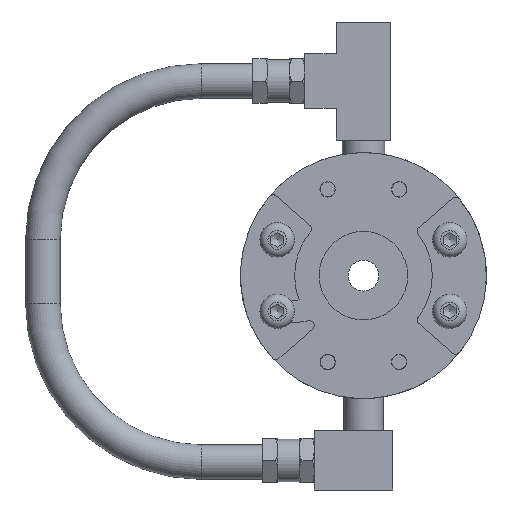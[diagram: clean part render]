
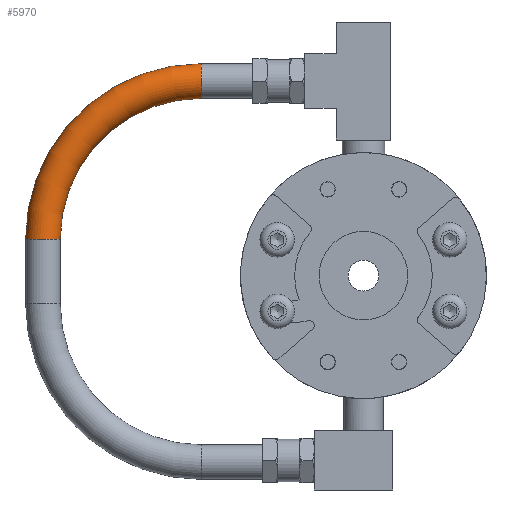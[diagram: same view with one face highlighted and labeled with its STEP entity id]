
A CAD part, left-side view. The second image highlights one B-rep face of the part: STEP entity #5970.
In plain terms, the highlighted toroidal (fillet/blend) face has major radius 51.064 mm and minor radius 5.588 mm.
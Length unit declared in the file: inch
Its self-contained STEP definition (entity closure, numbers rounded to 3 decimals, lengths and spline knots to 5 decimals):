
#162=TOROIDAL_SURFACE('',#6510,2.0104,0.22);
#865=FACE_OUTER_BOUND('',#1210,.T.);
#1210=EDGE_LOOP('',(#4732,#4733,#4734,#4735,#4736,#4737));
#2338=CIRCLE('',#6504,0.22);
#2339=CIRCLE('',#6505,0.22);
#2343=CIRCLE('',#6511,1.7904);
#2344=CIRCLE('',#6512,0.22);
#2345=CIRCLE('',#6513,0.22);
#2808=VERTEX_POINT('',#9545);
#2809=VERTEX_POINT('',#9547);
#2813=VERTEX_POINT('',#9559);
#2814=VERTEX_POINT('',#9561);
#3522=EDGE_CURVE('',#2809,#2808,#2338,.T.);
#3523=EDGE_CURVE('',#2808,#2809,#2339,.T.);
#3528=EDGE_CURVE('',#2809,#2813,#2343,.T.);
#3529=EDGE_CURVE('',#2814,#2813,#2344,.T.);
#3530=EDGE_CURVE('',#2813,#2814,#2345,.T.);
#4732=ORIENTED_EDGE('',*,*,#3523,.T.);
#4733=ORIENTED_EDGE('',*,*,#3528,.T.);
#4734=ORIENTED_EDGE('',*,*,#3529,.F.);
#4735=ORIENTED_EDGE('',*,*,#3530,.F.);
#4736=ORIENTED_EDGE('',*,*,#3528,.F.);
#4737=ORIENTED_EDGE('',*,*,#3522,.T.);
#5970=ADVANCED_FACE('',(#865),#162,.T.);
#6504=AXIS2_PLACEMENT_3D('',#9548,#7662,#7663);
#6505=AXIS2_PLACEMENT_3D('',#9549,#7664,#7665);
#6510=AXIS2_PLACEMENT_3D('',#9558,#7675,#7676);
#6511=AXIS2_PLACEMENT_3D('',#9560,#7677,#7678);
#6512=AXIS2_PLACEMENT_3D('',#9562,#7679,#7680);
#6513=AXIS2_PLACEMENT_3D('',#9563,#7681,#7682);
#7662=DIRECTION('center_axis',(0.,1.,0.));
#7663=DIRECTION('ref_axis',(0.001,0.,-1.));
#7664=DIRECTION('center_axis',(0.,1.,0.));
#7665=DIRECTION('ref_axis',(0.001,0.,-1.));
#7675=DIRECTION('center_axis',(1.,0.,
0.001));
#7676=DIRECTION('ref_axis',(0.,1.,0.));
#7677=DIRECTION('center_axis',(-1.,0.,
-0.001));
#7678=DIRECTION('ref_axis',(0.,1.,0.));
#7679=DIRECTION('center_axis',(0.001,0.,
-1.));
#7680=DIRECTION('ref_axis',(0.,-1.,0.));
#7681=DIRECTION('center_axis',(0.001,0.,
-1.));
#7682=DIRECTION('ref_axis',(0.,-1.,0.));
#9545=CARTESIAN_POINT('',(-0.39162,2.22299,3.4748));
#9547=CARTESIAN_POINT('',(-0.3912,2.22299,3.0348));
#9548=CARTESIAN_POINT('Origin',(-0.39141,2.22299,3.2548));
#9549=CARTESIAN_POINT('Origin',(-0.39141,2.22299,3.2548));
#9558=CARTESIAN_POINT('Origin',(-0.38946,2.22299,1.2444));
#9559=CARTESIAN_POINT('',(-0.38946,4.01339,1.2444));
#9560=CARTESIAN_POINT('Origin',(-0.38946,2.22299,1.2444));
#9561=CARTESIAN_POINT('',(-0.38946,4.45339,1.2444));
#9562=CARTESIAN_POINT('Origin',(-0.38946,4.23339,1.2444));
#9563=CARTESIAN_POINT('Origin',(-0.38946,4.23339,1.2444));
